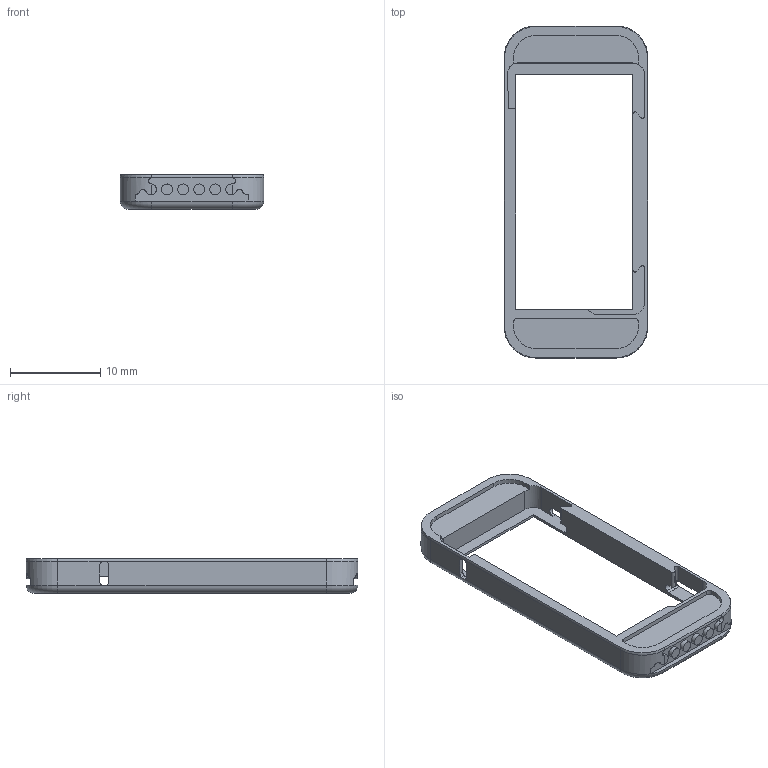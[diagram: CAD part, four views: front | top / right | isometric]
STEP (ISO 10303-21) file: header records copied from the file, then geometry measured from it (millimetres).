
FILE_DESCRIPTION(('HOOPS Exchange Step'),'2;1');
FILE_NAME('temp_export','2025-12-08T08:57:56-13:00',('sanyamsaharan'),('Shapr3D Limited'),'HOOPS Exchange 2025.7','Shapr3D','Authorized');
FILE_SCHEMA( ('AP242_MANAGED_MODEL_BASED_3D_ENGINEERING_MIM_LF {1 0 10303 442 1 1 4}') );
Length unit declared in the file: millimetre
Products named in the file (1): main case (haptic)
Bounding box: 15.93 x 36.8 x 3.81 mm (x, y, z)
Volume: 637.4 mm3; surface area: 1199.8 mm2
Topology: 1 solids, 1 shells, 156 faces, 434 edges, 284 vertices
Faces by surface type: cylinder 78, plane 63, torus 8, bspline 7
Full cylindrical faces by diameter (mm): 1.2 x8
Entity records: 5377 total; most frequent: CARTESIAN_POINT 1262, DIRECTION 869, ORIENTED_EDGE 868, EDGE_CURVE 434, AXIS2_PLACEMENT_3D 327, VERTEX_POINT 284, VECTOR 215, LINE 215
